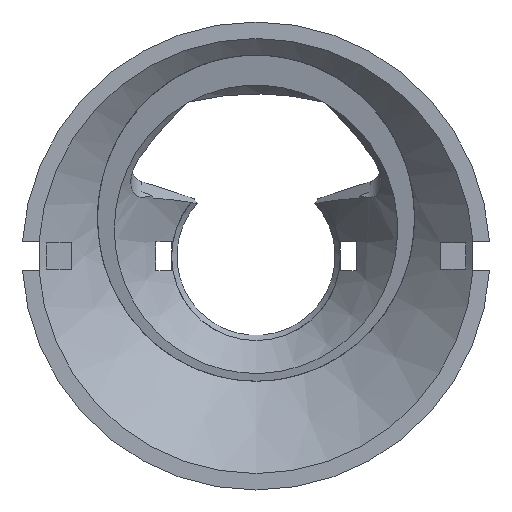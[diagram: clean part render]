
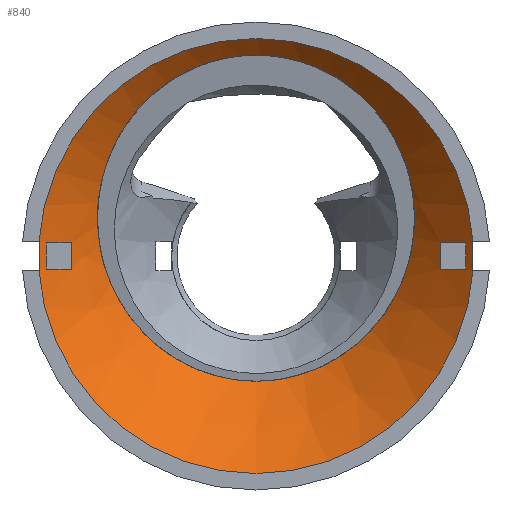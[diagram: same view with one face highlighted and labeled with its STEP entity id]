
A CAD part, top view. The second image highlights one B-rep face of the part: STEP entity #840.
In plain terms, the highlighted conical face has half-angle 46.397 degrees and reference radius 11.45 mm.
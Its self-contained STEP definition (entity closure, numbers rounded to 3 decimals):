
#17=FACE_BOUND('',#145,.T.);
#18=FACE_BOUND('',#146,.T.);
#23=CONICAL_SURFACE('',#924,11.45,0.81);
#50=CIRCLE('',#899,16.5);
#51=CIRCLE('',#900,16.5);
#55=CIRCLE('',#912,15.922);
#56=CIRCLE('',#919,15.922);
#57=CIRCLE('',#926,16.5);
#99=FACE_OUTER_BOUND('',#144,.T.);
#144=EDGE_LOOP('',(#738,#739,#740,#741,#742,#743,#744,#745,#746,#747,#748,
#749));
#145=EDGE_LOOP('',(#750,#751,#752,#753));
#146=EDGE_LOOP('',(#754,#755,#756,#757));
#157=ELLIPSE('',#925,12.663,12.023);
#197=LINE('',#1558,#238);
#238=VECTOR('',#1107,11.45);
#269=(
BOUNDED_CURVE()
B_SPLINE_CURVE(2,(#1404,#1405,#1406),.UNSPECIFIED.,.F.,.F.)
B_SPLINE_CURVE_WITH_KNOTS((3,3),(0.,0.008),.UNSPECIFIED.)
CURVE()
GEOMETRIC_REPRESENTATION_ITEM()
RATIONAL_B_SPLINE_CURVE((1.,1.,1.))
REPRESENTATION_ITEM('')
);
#270=(
BOUNDED_CURVE()
B_SPLINE_CURVE(2,(#1411,#1412,#1413),.UNSPECIFIED.,.F.,.F.)
B_SPLINE_CURVE_WITH_KNOTS((3,3),(0.071,0.292),
 .UNSPECIFIED.)
CURVE()
GEOMETRIC_REPRESENTATION_ITEM()
RATIONAL_B_SPLINE_CURVE((1.002,1.004,1.002))
REPRESENTATION_ITEM('')
);
#271=(
BOUNDED_CURVE()
B_SPLINE_CURVE(2,(#1417,#1418,#1419),.UNSPECIFIED.,.F.,.F.)
B_SPLINE_CURVE_WITH_KNOTS((3,3),(0.172,0.18),
 .UNSPECIFIED.)
CURVE()
GEOMETRIC_REPRESENTATION_ITEM()
RATIONAL_B_SPLINE_CURVE((1.,1.,1.))
REPRESENTATION_ITEM('')
);
#272=(
BOUNDED_CURVE()
B_SPLINE_CURVE(2,(#1424,#1425,#1426),.UNSPECIFIED.,.F.,.F.)
B_SPLINE_CURVE_WITH_KNOTS((3,3),(0.,0.008),.UNSPECIFIED.)
CURVE()
GEOMETRIC_REPRESENTATION_ITEM()
RATIONAL_B_SPLINE_CURVE((1.,1.,1.))
REPRESENTATION_ITEM('')
);
#273=(
BOUNDED_CURVE()
B_SPLINE_CURVE(2,(#1432,#1433,#1434),.UNSPECIFIED.,.F.,.F.)
B_SPLINE_CURVE_WITH_KNOTS((3,3),(0.172,0.18),
 .UNSPECIFIED.)
CURVE()
GEOMETRIC_REPRESENTATION_ITEM()
RATIONAL_B_SPLINE_CURVE((1.,1.,1.))
REPRESENTATION_ITEM('')
);
#274=(
BOUNDED_CURVE()
B_SPLINE_CURVE(2,(#1437,#1438,#1439),.UNSPECIFIED.,.F.,.F.)
B_SPLINE_CURVE_WITH_KNOTS((3,3),(0.071,0.292),
 .UNSPECIFIED.)
CURVE()
GEOMETRIC_REPRESENTATION_ITEM()
RATIONAL_B_SPLINE_CURVE((1.002,1.004,1.002))
REPRESENTATION_ITEM('')
);
#285=(
BOUNDED_CURVE()
B_SPLINE_CURVE(2,(#1512,#1513,#1514),.UNSPECIFIED.,.F.,.F.)
B_SPLINE_CURVE_WITH_KNOTS((3,3),(0.031,0.29),
 .UNSPECIFIED.)
CURVE()
GEOMETRIC_REPRESENTATION_ITEM()
RATIONAL_B_SPLINE_CURVE((1.,1.002,1.))
REPRESENTATION_ITEM('')
);
#286=(
BOUNDED_CURVE()
B_SPLINE_CURVE(2,(#1518,#1519,#1520),.UNSPECIFIED.,.F.,.F.)
B_SPLINE_CURVE_WITH_KNOTS((3,3),(0.67,0.89),
 .UNSPECIFIED.)
CURVE()
GEOMETRIC_REPRESENTATION_ITEM()
RATIONAL_B_SPLINE_CURVE((1.067,1.07,1.067))
REPRESENTATION_ITEM('')
);
#287=(
BOUNDED_CURVE()
B_SPLINE_CURVE(2,(#1523,#1524,#1525),.UNSPECIFIED.,.F.,.F.)
B_SPLINE_CURVE_WITH_KNOTS((3,3),(0.,0.259),.UNSPECIFIED.)
CURVE()
GEOMETRIC_REPRESENTATION_ITEM()
RATIONAL_B_SPLINE_CURVE((1.,1.002,1.))
REPRESENTATION_ITEM('')
);
#288=(
BOUNDED_CURVE()
B_SPLINE_CURVE(2,(#1529,#1530,#1531),.UNSPECIFIED.,.F.,.F.)
B_SPLINE_CURVE_WITH_KNOTS((3,3),(0.67,0.89),
 .UNSPECIFIED.)
CURVE()
GEOMETRIC_REPRESENTATION_ITEM()
RATIONAL_B_SPLINE_CURVE((1.067,1.07,1.067))
REPRESENTATION_ITEM('')
);
#289=(
BOUNDED_CURVE()
B_SPLINE_CURVE(2,(#1539,#1540,#1541),.UNSPECIFIED.,.F.,.F.)
B_SPLINE_CURVE_WITH_KNOTS((3,3),(0.,0.259),.UNSPECIFIED.)
CURVE()
GEOMETRIC_REPRESENTATION_ITEM()
RATIONAL_B_SPLINE_CURVE((1.,1.002,1.))
REPRESENTATION_ITEM('')
);
#290=(
BOUNDED_CURVE()
B_SPLINE_CURVE(2,(#1548,#1549,#1550),.UNSPECIFIED.,.F.,.F.)
B_SPLINE_CURVE_WITH_KNOTS((3,3),(0.031,0.29),
 .UNSPECIFIED.)
CURVE()
GEOMETRIC_REPRESENTATION_ITEM()
RATIONAL_B_SPLINE_CURVE((1.,1.002,1.))
REPRESENTATION_ITEM('')
);
#344=VERTEX_POINT('',#1401);
#345=VERTEX_POINT('',#1403);
#346=VERTEX_POINT('',#1409);
#347=VERTEX_POINT('',#1415);
#348=VERTEX_POINT('',#1421);
#349=VERTEX_POINT('',#1423);
#350=VERTEX_POINT('',#1429);
#351=VERTEX_POINT('',#1431);
#352=VERTEX_POINT('',#1441);
#363=VERTEX_POINT('',#1502);
#364=VERTEX_POINT('',#1503);
#367=VERTEX_POINT('',#1511);
#368=VERTEX_POINT('',#1517);
#369=VERTEX_POINT('',#1527);
#370=VERTEX_POINT('',#1528);
#373=VERTEX_POINT('',#1538);
#374=VERTEX_POINT('',#1544);
#375=VERTEX_POINT('',#1556);
#448=EDGE_CURVE('',#345,#344,#269,.T.);
#451=EDGE_CURVE('',#344,#346,#270,.T.);
#453=EDGE_CURVE('',#346,#347,#271,.T.);
#455=EDGE_CURVE('',#349,#348,#272,.T.);
#458=EDGE_CURVE('',#351,#350,#273,.T.);
#460=EDGE_CURVE('',#348,#351,#274,.T.);
#461=EDGE_CURVE('',#345,#352,#50,.T.);
#462=EDGE_CURVE('',#352,#350,#51,.T.);
#483=EDGE_CURVE('',#363,#364,#55,.T.);
#487=EDGE_CURVE('',#367,#363,#285,.T.);
#489=EDGE_CURVE('',#368,#367,#286,.T.);
#491=EDGE_CURVE('',#364,#368,#287,.T.);
#492=EDGE_CURVE('',#369,#370,#288,.T.);
#496=EDGE_CURVE('',#373,#369,#289,.T.);
#498=EDGE_CURVE('',#374,#373,#56,.T.);
#500=EDGE_CURVE('',#370,#374,#290,.T.);
#502=EDGE_CURVE('',#375,#375,#157,.T.);
#503=EDGE_CURVE('',#375,#352,#197,.T.);
#504=EDGE_CURVE('',#349,#347,#57,.T.);
#738=ORIENTED_EDGE('',*,*,#502,.T.);
#739=ORIENTED_EDGE('',*,*,#503,.T.);
#740=ORIENTED_EDGE('',*,*,#461,.F.);
#741=ORIENTED_EDGE('',*,*,#448,.T.);
#742=ORIENTED_EDGE('',*,*,#451,.T.);
#743=ORIENTED_EDGE('',*,*,#453,.T.);
#744=ORIENTED_EDGE('',*,*,#504,.F.);
#745=ORIENTED_EDGE('',*,*,#455,.T.);
#746=ORIENTED_EDGE('',*,*,#460,.T.);
#747=ORIENTED_EDGE('',*,*,#458,.T.);
#748=ORIENTED_EDGE('',*,*,#462,.F.);
#749=ORIENTED_EDGE('',*,*,#503,.F.);
#750=ORIENTED_EDGE('',*,*,#487,.T.);
#751=ORIENTED_EDGE('',*,*,#483,.T.);
#752=ORIENTED_EDGE('',*,*,#491,.T.);
#753=ORIENTED_EDGE('',*,*,#489,.T.);
#754=ORIENTED_EDGE('',*,*,#496,.T.);
#755=ORIENTED_EDGE('',*,*,#492,.T.);
#756=ORIENTED_EDGE('',*,*,#500,.T.);
#757=ORIENTED_EDGE('',*,*,#498,.T.);
#840=ADVANCED_FACE('',(#99,#17,#18),#23,.F.);
#899=AXIS2_PLACEMENT_3D('',#1442,#1035,#1036);
#900=AXIS2_PLACEMENT_3D('',#1443,#1037,#1038);
#912=AXIS2_PLACEMENT_3D('',#1504,#1068,#1069);
#919=AXIS2_PLACEMENT_3D('',#1545,#1091,#1092);
#924=AXIS2_PLACEMENT_3D('',#1555,#1103,#1104);
#925=AXIS2_PLACEMENT_3D('',#1557,#1105,#1106);
#926=AXIS2_PLACEMENT_3D('',#1559,#1108,#1109);
#1035=DIRECTION('center_axis',(0.,0.,-1.));
#1036=DIRECTION('ref_axis',(1.,0.,0.));
#1037=DIRECTION('center_axis',(0.,0.,-1.));
#1038=DIRECTION('ref_axis',(1.,0.,0.));
#1068=DIRECTION('center_axis',(0.,0.,-1.));
#1069=DIRECTION('ref_axis',(0.,1.,0.));
#1091=DIRECTION('center_axis',(0.,0.,-1.));
#1092=DIRECTION('ref_axis',(0.,1.,0.));
#1103=DIRECTION('center_axis',(0.,0.,1.));
#1104=DIRECTION('ref_axis',(0.,1.,0.));
#1105=DIRECTION('center_axis',(0.,0.216,-0.976));
#1106=DIRECTION('ref_axis',(0.,0.976,0.216));
#1107=DIRECTION('',(0.,-0.724,0.69));
#1108=DIRECTION('center_axis',(0.,0.,-1.));
#1109=DIRECTION('ref_axis',(1.,0.,0.));
#1401=CARTESIAN_POINT('',(16.4,-1.1,11.69));
#1403=CARTESIAN_POINT('',(16.463,-1.1,11.75));
#1404=CARTESIAN_POINT('Ctrl Pts',(16.463,-1.1,11.75));
#1405=CARTESIAN_POINT('Ctrl Pts',(16.432,-1.1,11.72));
#1406=CARTESIAN_POINT('Ctrl Pts',(16.4,-1.1,11.69));
#1409=CARTESIAN_POINT('',(16.4,1.1,11.69));
#1411=CARTESIAN_POINT('Ctrl Pts',(16.4,-1.1,11.69));
#1412=CARTESIAN_POINT('Ctrl Pts',(16.4,0.,11.62));
#1413=CARTESIAN_POINT('Ctrl Pts',(16.4,1.1,11.69));
#1415=CARTESIAN_POINT('',(16.463,1.1,11.75));
#1417=CARTESIAN_POINT('Ctrl Pts',(16.4,1.1,11.69));
#1418=CARTESIAN_POINT('Ctrl Pts',(16.432,1.1,11.72));
#1419=CARTESIAN_POINT('Ctrl Pts',(16.463,1.1,11.75));
#1421=CARTESIAN_POINT('',(-16.4,1.1,11.69));
#1423=CARTESIAN_POINT('',(-16.463,1.1,11.75));
#1424=CARTESIAN_POINT('Ctrl Pts',(-16.463,1.1,11.75));
#1425=CARTESIAN_POINT('Ctrl Pts',(-16.432,1.1,11.72));
#1426=CARTESIAN_POINT('Ctrl Pts',(-16.4,1.1,11.69));
#1429=CARTESIAN_POINT('',(-16.463,-1.1,11.75));
#1431=CARTESIAN_POINT('',(-16.4,-1.1,11.69));
#1432=CARTESIAN_POINT('Ctrl Pts',(-16.4,-1.1,11.69));
#1433=CARTESIAN_POINT('Ctrl Pts',(-16.432,-1.1,11.72));
#1434=CARTESIAN_POINT('Ctrl Pts',(-16.463,-1.1,11.75));
#1437=CARTESIAN_POINT('Ctrl Pts',(-16.4,1.1,11.69));
#1438=CARTESIAN_POINT('Ctrl Pts',(-16.4,0.,11.62));
#1439=CARTESIAN_POINT('Ctrl Pts',(-16.4,-1.1,11.69));
#1441=CARTESIAN_POINT('',(0.,-16.5,11.75));
#1442=CARTESIAN_POINT('Origin',(0.,0.,11.75));
#1443=CARTESIAN_POINT('Origin',(0.,0.,11.75));
#1502=CARTESIAN_POINT('',(-15.891,-1.,11.2));
#1503=CARTESIAN_POINT('',(-15.891,1.,11.2));
#1504=CARTESIAN_POINT('Origin',(0.,0.,11.2));
#1511=CARTESIAN_POINT('',(-14.,-1.,9.403));
#1512=CARTESIAN_POINT('Ctrl Pts',(-14.,-1.,9.403));
#1513=CARTESIAN_POINT('Ctrl Pts',(-14.886,-1.,10.245));
#1514=CARTESIAN_POINT('Ctrl Pts',(-15.891,-1.,11.2));
#1517=CARTESIAN_POINT('',(-14.,1.,9.403));
#1518=CARTESIAN_POINT('Ctrl Pts',(-14.,1.,9.403));
#1519=CARTESIAN_POINT('Ctrl Pts',(-14.,0.,
9.335));
#1520=CARTESIAN_POINT('Ctrl Pts',(-14.,-1.,9.403));
#1523=CARTESIAN_POINT('Ctrl Pts',(-15.891,1.,11.2));
#1524=CARTESIAN_POINT('Ctrl Pts',(-14.886,1.,10.245));
#1525=CARTESIAN_POINT('Ctrl Pts',(-14.,1.,9.403));
#1527=CARTESIAN_POINT('',(14.,-1.,9.403));
#1528=CARTESIAN_POINT('',(14.,1.,9.403));
#1529=CARTESIAN_POINT('Ctrl Pts',(14.,-1.,9.403));
#1530=CARTESIAN_POINT('Ctrl Pts',(14.,0.,
9.335));
#1531=CARTESIAN_POINT('Ctrl Pts',(14.,1.,9.403));
#1538=CARTESIAN_POINT('',(15.891,-1.,11.2));
#1539=CARTESIAN_POINT('Ctrl Pts',(15.891,-1.,11.2));
#1540=CARTESIAN_POINT('Ctrl Pts',(14.886,-1.,10.245));
#1541=CARTESIAN_POINT('Ctrl Pts',(14.,-1.,9.403));
#1544=CARTESIAN_POINT('',(15.891,1.,11.2));
#1545=CARTESIAN_POINT('Origin',(0.,0.,11.2));
#1548=CARTESIAN_POINT('Ctrl Pts',(14.,1.,9.403));
#1549=CARTESIAN_POINT('Ctrl Pts',(14.886,1.,10.245));
#1550=CARTESIAN_POINT('Ctrl Pts',(15.891,1.,11.2));
#1555=CARTESIAN_POINT('Origin',(0.,0.,6.94));
#1556=CARTESIAN_POINT('',(0.,-9.484,5.067));
#1557=CARTESIAN_POINT('Origin',(0.,2.878,7.808));
#1558=CARTESIAN_POINT('',(0.,-11.45,6.94));
#1559=CARTESIAN_POINT('Origin',(0.,0.,11.75));
